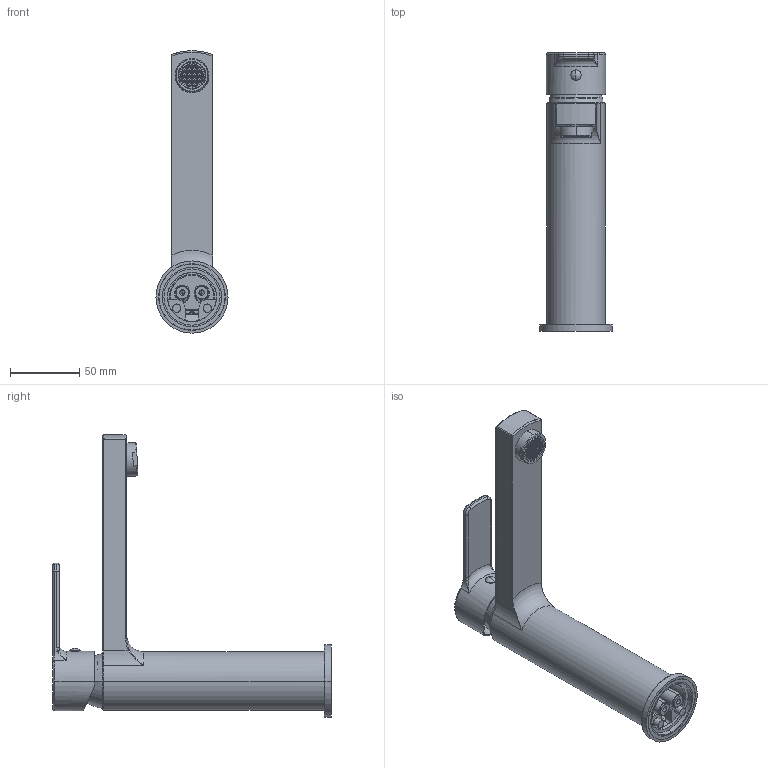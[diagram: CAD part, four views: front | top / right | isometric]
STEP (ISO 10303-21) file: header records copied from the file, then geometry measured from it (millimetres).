
FILE_DESCRIPTION((''),'2;1');
FILE_NAME('WS074CR','2021-05-04T13:47:12',('ut3'),('PAFFONI SpA'),'CREO PARAMETRIC BY PTC INC, 2020044','CREO PARAMETRIC BY PTC INC, 2020044','');
FILE_SCHEMA(('CONFIG_CONTROL_DESIGN','SHAPE_APPEARANCE_LAYERS_GROUPS'));
Length unit declared in the file: millimetre
Products named in the file (1): WS074CR
Bounding box: 52 x 200.55 x 203.4 mm (x, y, z)
Volume: 173590.4 mm3; surface area: 126097.8 mm2
Topology: 3 solids, 3 shells, 3429 faces, 9728 edges, 6322 vertices
Faces by surface type: plane 2436, cylinder 569, cone 175, torus 115, bspline 96, sphere 34, extrusion 4
Entity records: 136624 total; most frequent: CARTESIAN_POINT 30533, ORIENTED_EDGE 19432, DIRECTION 18713, EDGE_CURVE 9716, VECTOR 6343, LINE 6339, VERTEX_POINT 6322, AXIS2_PLACEMENT_3D 6185
